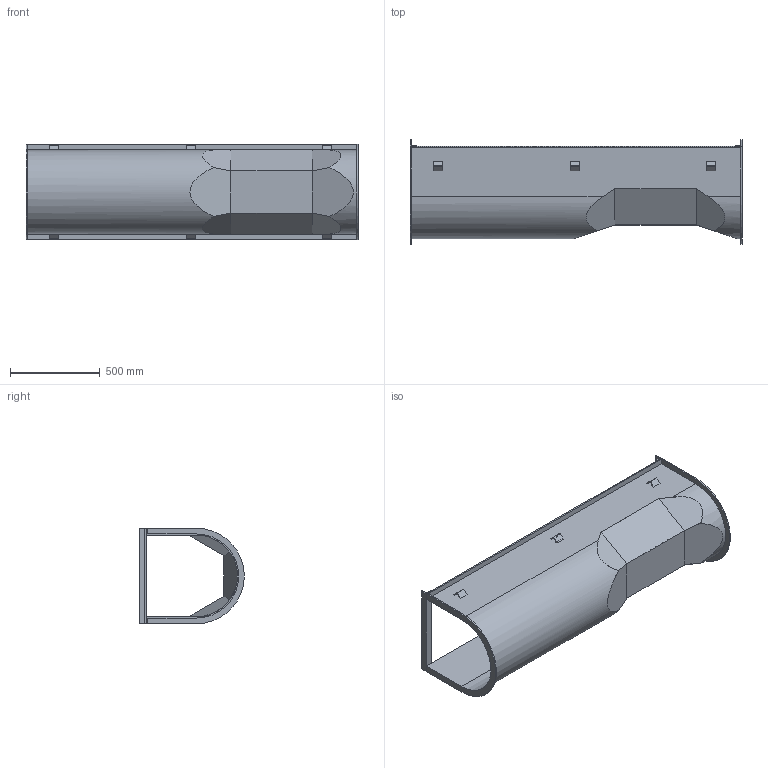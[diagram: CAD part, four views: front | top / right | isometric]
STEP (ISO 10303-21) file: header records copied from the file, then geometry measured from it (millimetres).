
FILE_DESCRIPTION (( 'STEP AP214' ), '1' );
FILE_NAME ('18in Palmer Bowlus Assem1 no options.STEP', '2020-09-17T19:05:29', ( '' ), ( '' ), 'SwSTEP 2.0', 'SolidWorks 2020', '' );
FILE_SCHEMA (( 'AUTOMOTIVE_DESIGN' ));
Length unit declared in the file: inch
Products named in the file (4): 18in Palmer Bowlus Assem1 no options; 18in PB staff gauge; Palmer bowlus flume with equations_18 inch Default<As Machined>; PB - Flume hold down clip_Default<As Machined>
Assembly tree (8 placements, depth 2):
  18in Palmer Bowlus Assem1 no options
    Palmer bowlus flume with equations_18 inch Default<As Machined>
    18in PB staff gauge
    PB - Flume hold down clip_Default<As Machined>  x6
Bounding box: 1854.2 x 584.2 x 533.4 mm (x, y, z)
Volume: 16679328.5 mm3; surface area: 5366908.3 mm2
Topology: 10 solids, 10 shells, 126 faces, 310 edges, 204 vertices
Faces by surface type: plane 102, cylinder 24
Entity records: 2990 total; most frequent: CARTESIAN_POINT 437, ORIENTED_EDGE 380, DIRECTION 376, EDGE_CURVE 190, LINE 154, VECTOR 154, VERTEX_POINT 124, AXIS2_PLACEMENT_3D 111
